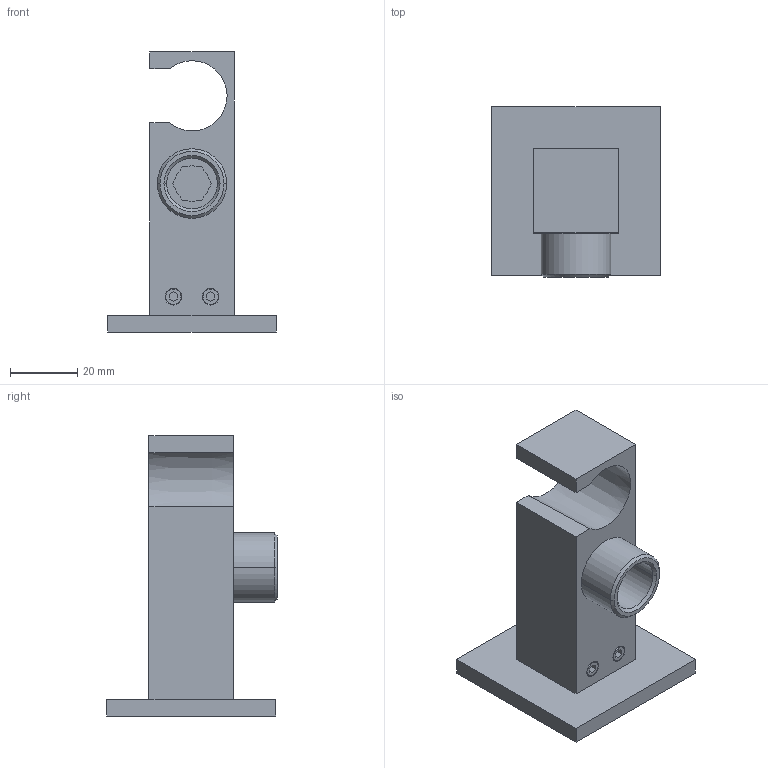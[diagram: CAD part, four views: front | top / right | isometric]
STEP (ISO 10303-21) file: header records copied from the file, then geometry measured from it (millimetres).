
FILE_DESCRIPTION((''),'2;1');
FILE_NAME('ZSUP032CR','2021-05-05T11:27:53',('ut3'),('PAFFONI SpA'),'CREO PARAMETRIC BY PTC INC, 2020044','CREO PARAMETRIC BY PTC INC, 2020044','');
FILE_SCHEMA(('CONFIG_CONTROL_DESIGN','SHAPE_APPEARANCE_LAYERS_GROUPS'));
Length unit declared in the file: millimetre
Products named in the file (1): ZSUP032CR
Bounding box: 50 x 50.5 x 83 mm (x, y, z)
Volume: 39108 mm3; surface area: 23918.2 mm2
Topology: 2 solids, 2 shells, 163 faces, 378 edges, 243 vertices
Faces by surface type: plane 70, cylinder 54, cone 33, torus 6
Entity records: 6175 total; most frequent: CARTESIAN_POINT 1095, DIRECTION 850, ORIENTED_EDGE 756, EDGE_CURVE 378, AXIS2_PLACEMENT_3D 323, VERTEX_POINT 243, VECTOR 204, LINE 204
